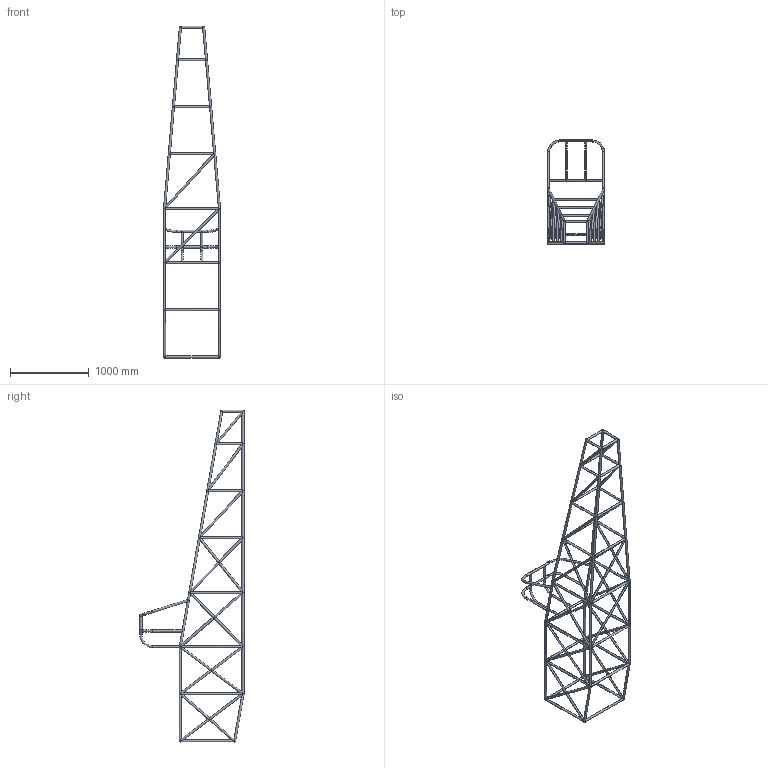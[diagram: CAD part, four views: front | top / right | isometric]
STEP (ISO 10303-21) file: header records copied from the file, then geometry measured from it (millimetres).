
FILE_DESCRIPTION (( 'STEP AP203' ), '1' );
FILE_NAME ('Rahmen.STEP', '2013-11-18T21:09:52', ( '' ), ( '' ), 'SwSTEP 2.0', 'SolidWorks 2012', '' );
FILE_SCHEMA (( 'CONFIG_CONTROL_DESIGN' ));
Length unit declared in the file: millimetre
Products named in the file (1): Rahmen
Bounding box: 726.9 x 1326.9 x 4226.9 mm (x, y, z)
Volume: 14153674 mm3; surface area: 8899509.9 mm2
Topology: 50 solids, 52 shells, 448 faces, 1220 edges, 756 vertices
Faces by surface type: cylinder 436, torus 12
Full cylindrical faces by diameter (mm): 20.5 x89, 26.9 x89
Entity records: 25009 total; most frequent: CARTESIAN_POINT 17366, ORIENTED_EDGE 1884, DIRECTION 968, EDGE_CURVE 942, VERTEX_POINT 668, EDGE_LOOP 666, FACE_OUTER_BOUND 638, AXIS2_PLACEMENT_3D 477
